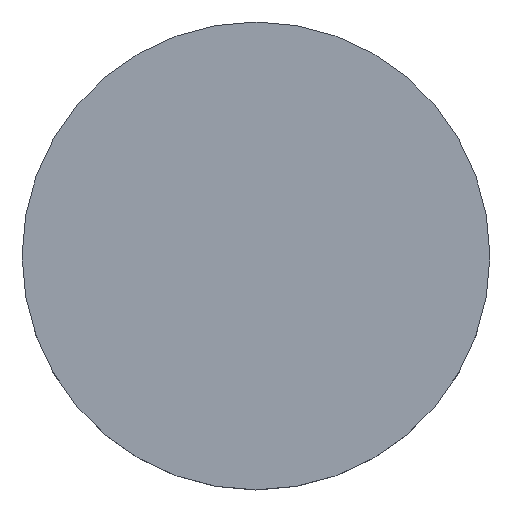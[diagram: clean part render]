
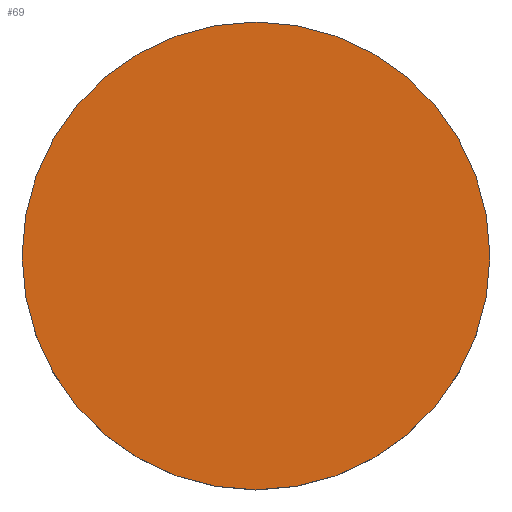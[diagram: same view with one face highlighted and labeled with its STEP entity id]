
A CAD part, top view. The second image highlights one B-rep face of the part: STEP entity #69.
In plain terms, the highlighted planar face has unit normal (0, 0, 1).
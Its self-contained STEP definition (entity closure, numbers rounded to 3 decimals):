
#16 = EDGE_LOOP ( 'NONE', ( #106, #139 ) ) ;
#22 = VERTEX_POINT ( 'NONE', #100 ) ;
#32 = AXIS2_PLACEMENT_3D ( 'NONE', #203, #205, #78 ) ;
#40 = FACE_OUTER_BOUND ( 'NONE', #16, .T. ) ;
#64 = DIRECTION ( 'NONE',  ( 0., 0., 1. ) ) ;
#69 = ADVANCED_FACE ( 'NONE', ( #40 ), #138, .T. ) ;
#78 = DIRECTION ( 'NONE',  ( 1., 0., 0. ) ) ;
#100 = CARTESIAN_POINT ( 'NONE',  ( 12.7, 0., 3. ) ) ;
#106 = ORIENTED_EDGE ( 'NONE', *, *, #234, .F. ) ;
#111 = CIRCLE ( 'NONE', #32, 12.7 ) ;
#120 = VERTEX_POINT ( 'NONE', #157 ) ;
#138 = PLANE ( 'NONE',  #169 ) ;
#139 = ORIENTED_EDGE ( 'NONE', *, *, #201, .F. ) ;
#149 = CARTESIAN_POINT ( 'NONE',  ( 0., 0., 3. ) ) ;
#154 = DIRECTION ( 'NONE',  ( 1., 0., 0. ) ) ;
#157 = CARTESIAN_POINT ( 'NONE',  ( -12.7, 0., 3. ) ) ;
#169 = AXIS2_PLACEMENT_3D ( 'NONE', #228, #64, #154 ) ;
#193 = CIRCLE ( 'NONE', #232, 12.7 ) ;
#201 = EDGE_CURVE ( 'NONE', #120, #22, #193, .T. ) ;
#203 = CARTESIAN_POINT ( 'NONE',  ( 0., 0., 3. ) ) ;
#205 = DIRECTION ( 'NONE',  ( 0., 0., -1. ) ) ;
#221 = DIRECTION ( 'NONE',  ( 0., 0., -1. ) ) ;
#223 = DIRECTION ( 'NONE',  ( 1., 0., 0. ) ) ;
#228 = CARTESIAN_POINT ( 'NONE',  ( 0., 26.112, 3. ) ) ;
#232 = AXIS2_PLACEMENT_3D ( 'NONE', #149, #221, #223 ) ;
#234 = EDGE_CURVE ( 'NONE', #22, #120, #111, .T. ) ;
